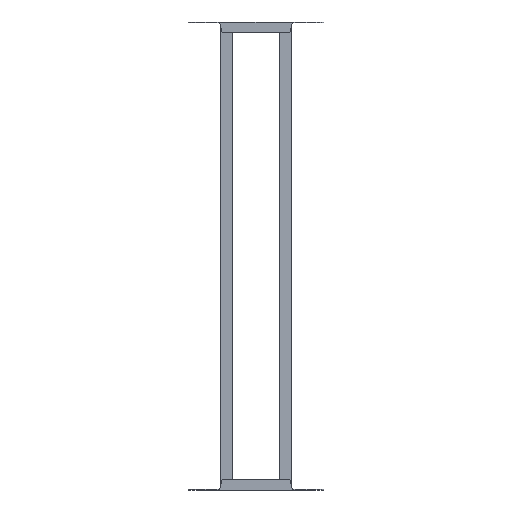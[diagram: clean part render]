
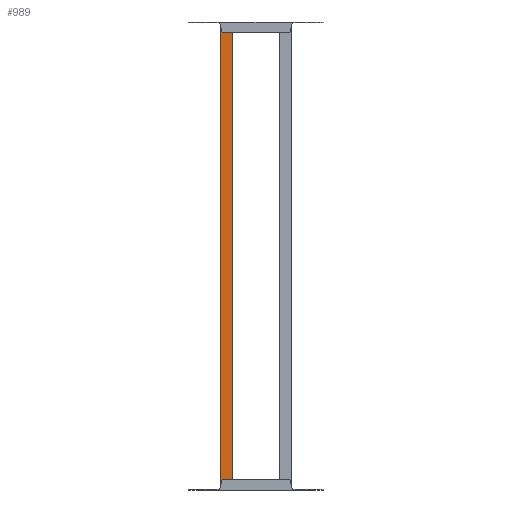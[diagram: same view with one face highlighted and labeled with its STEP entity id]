
A CAD part, front view. The second image highlights one B-rep face of the part: STEP entity #989.
In plain terms, the highlighted planar face has unit normal (0, -1, 0).
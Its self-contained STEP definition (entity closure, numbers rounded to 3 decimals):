
#93 = LINE ( 'NONE', #2231, #2817 ) ;
#123 = ORIENTED_EDGE ( 'NONE', *, *, #865, .T. ) ;
#187 = ORIENTED_EDGE ( 'NONE', *, *, #2245, .F. ) ;
#254 = VECTOR ( 'NONE', #2091, 1000. ) ;
#288 = VECTOR ( 'NONE', #2172, 1000. ) ;
#293 = CARTESIAN_POINT ( 'NONE',  ( 15., 0., -596. ) ) ;
#294 = LINE ( 'NONE', #663, #288 ) ;
#350 = EDGE_CURVE ( 'NONE', #1503, #3252, #2679, .T. ) ;
#364 = PLANE ( 'NONE',  #2762 ) ;
#365 = LINE ( 'NONE', #2886, #1438 ) ;
#544 = EDGE_CURVE ( 'NONE', #2398, #1677, #294, .T. ) ;
#602 = DIRECTION ( 'NONE',  ( 0., 0., 1. ) ) ;
#610 = DIRECTION ( 'NONE',  ( 0., 0., 1. ) ) ;
#621 = FACE_OUTER_BOUND ( 'NONE', #3243, .T. ) ;
#663 = CARTESIAN_POINT ( 'NONE',  ( 15., 0., -596. ) ) ;
#766 = CARTESIAN_POINT ( 'NONE',  ( -11.5, 0., -596. ) ) ;
#798 = CARTESIAN_POINT ( 'NONE',  ( 15., 0., 596. ) ) ;
#862 = CARTESIAN_POINT ( 'NONE',  ( 11.5, 0., -596. ) ) ;
#865 = EDGE_CURVE ( 'NONE', #1503, #1529, #1280, .T. ) ;
#961 = ORIENTED_EDGE ( 'NONE', *, *, #544, .T. ) ;
#989 = ADVANCED_FACE ( 'NONE', ( #621 ), #364, .F. ) ;
#1024 = CARTESIAN_POINT ( 'NONE',  ( -15., 0., -596. ) ) ;
#1033 = EDGE_CURVE ( 'NONE', #1677, #3252, #1531, .T. ) ;
#1088 = EDGE_CURVE ( 'NONE', #1529, #2132, #93, .T. ) ;
#1097 = DIRECTION ( 'NONE',  ( -1., 0., 0. ) ) ;
#1137 = CARTESIAN_POINT ( 'NONE',  ( -15., 0., -596. ) ) ;
#1209 = CARTESIAN_POINT ( 'NONE',  ( -11.5, 0., 596. ) ) ;
#1277 = ORIENTED_EDGE ( 'NONE', *, *, #2604, .F. ) ;
#1280 = LINE ( 'NONE', #2372, #2820 ) ;
#1354 = CARTESIAN_POINT ( 'NONE',  ( -11.5, 0., -596. ) ) ;
#1438 = VECTOR ( 'NONE', #1577, 1000. ) ;
#1456 = CARTESIAN_POINT ( 'NONE',  ( 11.5, 0., 596. ) ) ;
#1503 = VERTEX_POINT ( 'NONE', #1456 ) ;
#1511 = VECTOR ( 'NONE', #1097, 1000. ) ;
#1529 = VERTEX_POINT ( 'NONE', #1209 ) ;
#1531 = LINE ( 'NONE', #3230, #2931 ) ;
#1577 = DIRECTION ( 'NONE',  ( -1., 0., 0. ) ) ;
#1581 = CARTESIAN_POINT ( 'NONE',  ( -15., 0., 596. ) ) ;
#1677 = VERTEX_POINT ( 'NONE', #293 ) ;
#1702 = LINE ( 'NONE', #1354, #1511 ) ;
#2083 = CARTESIAN_POINT ( 'NONE',  ( -11.5, 0., 596. ) ) ;
#2091 = DIRECTION ( 'NONE',  ( 1., 0., 0. ) ) ;
#2132 = VERTEX_POINT ( 'NONE', #1581 ) ;
#2154 = DIRECTION ( 'NONE',  ( -1., 0., 0. ) ) ;
#2169 = ORIENTED_EDGE ( 'NONE', *, *, #350, .F. ) ;
#2172 = DIRECTION ( 'NONE',  ( 1., 0., 0. ) ) ;
#2202 = VERTEX_POINT ( 'NONE', #1024 ) ;
#2226 = ORIENTED_EDGE ( 'NONE', *, *, #1088, .T. ) ;
#2231 = CARTESIAN_POINT ( 'NONE',  ( -15., 0., 596. ) ) ;
#2245 = EDGE_CURVE ( 'NONE', #3013, #2202, #365, .T. ) ;
#2259 = LINE ( 'NONE', #1137, #2363 ) ;
#2363 = VECTOR ( 'NONE', #610, 1000. ) ;
#2372 = CARTESIAN_POINT ( 'NONE',  ( -11.5, 0., 596. ) ) ;
#2398 = VERTEX_POINT ( 'NONE', #862 ) ;
#2604 = EDGE_CURVE ( 'NONE', #2202, #2132, #2259, .T. ) ;
#2669 = DIRECTION ( 'NONE',  ( 0., 1., 0. ) ) ;
#2679 = LINE ( 'NONE', #2083, #254 ) ;
#2684 = DIRECTION ( 'NONE',  ( 0., 0., 1. ) ) ;
#2694 = EDGE_CURVE ( 'NONE', #2398, #3013, #1702, .T. ) ;
#2697 = CARTESIAN_POINT ( 'NONE',  ( -11.5, 0., -596. ) ) ;
#2760 = ORIENTED_EDGE ( 'NONE', *, *, #1033, .T. ) ;
#2762 = AXIS2_PLACEMENT_3D ( 'NONE', #2697, #2669, #2684 ) ;
#2817 = VECTOR ( 'NONE', #3282, 1000. ) ;
#2820 = VECTOR ( 'NONE', #2154, 1000. ) ;
#2860 = ORIENTED_EDGE ( 'NONE', *, *, #2694, .F. ) ;
#2886 = CARTESIAN_POINT ( 'NONE',  ( -11.5, 0., -596. ) ) ;
#2931 = VECTOR ( 'NONE', #602, 1000. ) ;
#3013 = VERTEX_POINT ( 'NONE', #766 ) ;
#3230 = CARTESIAN_POINT ( 'NONE',  ( 15., 0., -596. ) ) ;
#3243 = EDGE_LOOP ( 'NONE', ( #123, #2226, #1277, #187, #2860, #961, #2760, #2169 ) ) ;
#3252 = VERTEX_POINT ( 'NONE', #798 ) ;
#3282 = DIRECTION ( 'NONE',  ( -1., 0., 0. ) ) ;
